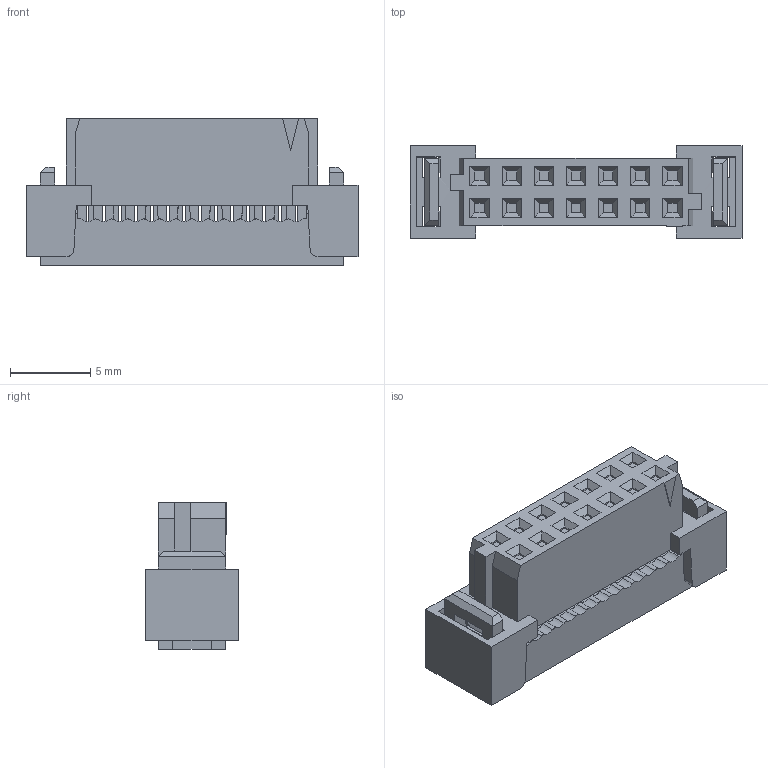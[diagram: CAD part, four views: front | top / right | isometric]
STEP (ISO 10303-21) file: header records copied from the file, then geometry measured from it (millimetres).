
FILE_DESCRIPTION( ('This file contains a STEP AP42 implementation' ,'as created by ZW3D STEP Interface translator.') ,'2;1' );
FILE_NAME( '5226-XXYPXXBN01.stp' ,'24 1 2.1138 2', (''), ('ZWCAD Software Co.'), 'Version 1.0', 'ZW3D to STEP translator', '' );
FILE_SCHEMA(('AUTOMOTIVE_DESIGN { 1 0 10303 214 1 1 1 1 }'));
Length unit declared in the file: millimetre
Products named in the file (2): 0; 5226-14YPS1BN01
Bounding box: 20.65 x 5.75 x 9.13 mm (x, y, z)
Volume: 552.8 mm3; surface area: 1571.2 mm2
Topology: 1 solids, 1 shells, 1242 faces, 3533 edges, 2313 vertices
Faces by surface type: plane 810, bspline 404, cylinder 28
Entity records: 47233 total; most frequent: CARTESIAN_POINT 14377, ORIENTED_EDGE 7070, DIRECTION 6085, EDGE_CURVE 3533, VECTOR 2595, LINE 2595, VERTEX_POINT 2313, AXIS2_PLACEMENT_3D 1745
